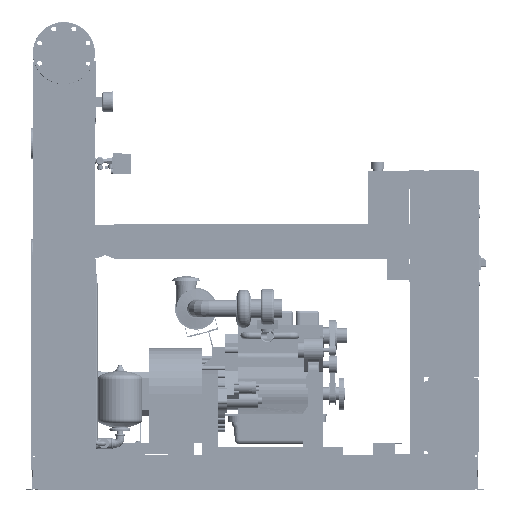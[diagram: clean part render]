
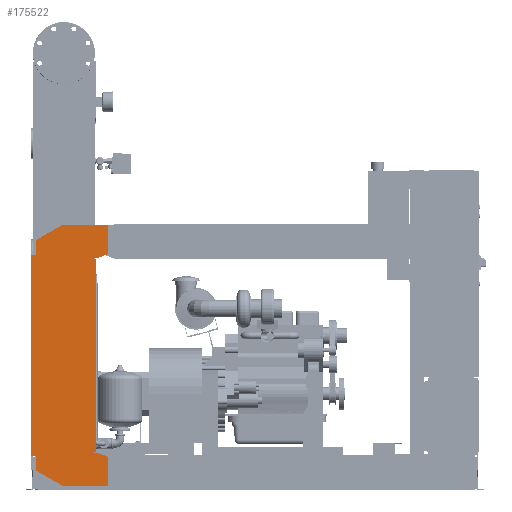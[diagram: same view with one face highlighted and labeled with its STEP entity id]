
A CAD part, front view. The second image highlights one B-rep face of the part: STEP entity #175522.
In plain terms, the highlighted free-form (B-spline) face has degree [1, 1] with [2, 2] control points.
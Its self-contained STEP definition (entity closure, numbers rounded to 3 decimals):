
#175007=CARTESIAN_POINT('',(-129.0,-463.5,1076.0));
#175008=VERTEX_POINT('',#175007);
#175015=CARTESIAN_POINT('',(-129.,-463.5,1142.986));
#175016=VERTEX_POINT('',#175015);
#175017=CARTESIAN_POINT('',(-129.0,-463.5,1076.0));
#175018=DIRECTION('',(0.0,0.0,1.0));
#175019=VECTOR('',#175018,66.986);
#175020=LINE('',#175017,#175019);
#175021=EDGE_CURVE('',#175008,#175016,#175020,.T.);
#175039=CARTESIAN_POINT('',(-6.0,-463.5,1214.0));
#175040=VERTEX_POINT('',#175039);
#175041=CARTESIAN_POINT('',(-129.,-463.5,1142.986));
#175042=DIRECTION('',(0.866,0.0,0.5));
#175043=VECTOR('',#175042,142.028);
#175044=LINE('',#175041,#175043);
#175045=EDGE_CURVE('',#175016,#175040,#175044,.T.);
#175063=CARTESIAN_POINT('',(204.,-463.5,1214.0));
#175064=VERTEX_POINT('',#175063);
#175065=CARTESIAN_POINT('',(-6.0,-463.5,1214.0));
#175066=DIRECTION('',(1.0,0.0,0.0));
#175067=VECTOR('',#175066,210.);
#175068=LINE('',#175065,#175067);
#175069=EDGE_CURVE('',#175040,#175064,#175068,.T.);
#175087=CARTESIAN_POINT('',(204.0,-463.5,1080.379));
#175088=VERTEX_POINT('',#175087);
#175089=CARTESIAN_POINT('',(204.,-463.5,1214.0));
#175090=DIRECTION('',(0.0,0.0,-1.0));
#175091=VECTOR('',#175090,133.621);
#175092=LINE('',#175089,#175091);
#175093=EDGE_CURVE('',#175064,#175088,#175092,.T.);
#175111=CARTESIAN_POINT('',(159.0,-463.5,1064.0));
#175112=VERTEX_POINT('',#175111);
#175113=CARTESIAN_POINT('',(204.0,-463.5,1080.379));
#175114=DIRECTION('',(-0.94,0.0,-0.342));
#175115=VECTOR('',#175114,47.888);
#175116=LINE('',#175113,#175115);
#175117=EDGE_CURVE('',#175088,#175112,#175116,.T.);
#175135=CARTESIAN_POINT('',(139.0,-463.5,1064.0));
#175136=VERTEX_POINT('',#175135);
#175137=CARTESIAN_POINT('',(159.0,-463.5,1064.0));
#175138=DIRECTION('',(-1.0,0.0,0.0));
#175139=VECTOR('',#175138,20.0);
#175140=LINE('',#175137,#175139);
#175141=EDGE_CURVE('',#175112,#175136,#175140,.T.);
#175159=CARTESIAN_POINT('',(139.0,-463.5,1056.0));
#175160=VERTEX_POINT('',#175159);
#175161=CARTESIAN_POINT('',(139.0,-463.5,1064.0));
#175162=DIRECTION('',(0.0,0.0,-1.0));
#175163=VECTOR('',#175162,8.0);
#175164=LINE('',#175161,#175163);
#175165=EDGE_CURVE('',#175136,#175160,#175164,.T.);
#175183=CARTESIAN_POINT('',(147.,-463.5,1056.0));
#175184=VERTEX_POINT('',#175183);
#175185=CARTESIAN_POINT('',(139.0,-463.5,1056.0));
#175186=DIRECTION('',(1.0,0.0,0.0));
#175187=VECTOR('',#175186,8.);
#175188=LINE('',#175185,#175187);
#175189=EDGE_CURVE('',#175160,#175184,#175188,.T.);
#175207=CARTESIAN_POINT('',(147.,-463.5,176.));
#175208=VERTEX_POINT('',#175207);
#175219=CARTESIAN_POINT('',(147.,-463.5,1056.0));
#175220=DIRECTION('',(0.0,0.0,-1.0));
#175221=VECTOR('',#175220,880.);
#175222=LINE('',#175219,#175221);
#175223=EDGE_CURVE('',#175184,#175208,#175222,.T.);
#175237=CARTESIAN_POINT('',(139.,-463.5,176.));
#175238=VERTEX_POINT('',#175237);
#175239=CARTESIAN_POINT('',(147.,-463.5,176.));
#175240=DIRECTION('',(-1.0,0.0,0.0));
#175241=VECTOR('',#175240,8.0);
#175242=LINE('',#175239,#175241);
#175243=EDGE_CURVE('',#175208,#175238,#175242,.T.);
#175261=CARTESIAN_POINT('',(139.,-463.5,168.));
#175262=VERTEX_POINT('',#175261);
#175263=CARTESIAN_POINT('',(139.,-463.5,176.));
#175264=DIRECTION('',(0.0,0.0,-1.0));
#175265=VECTOR('',#175264,8.0);
#175266=LINE('',#175263,#175265);
#175267=EDGE_CURVE('',#175238,#175262,#175266,.T.);
#175285=CARTESIAN_POINT('',(159.,-463.5,168.));
#175286=VERTEX_POINT('',#175285);
#175287=CARTESIAN_POINT('',(139.,-463.5,168.));
#175288=DIRECTION('',(1.0,0.0,0.0));
#175289=VECTOR('',#175288,20.0);
#175290=LINE('',#175287,#175289);
#175291=EDGE_CURVE('',#175262,#175286,#175290,.T.);
#175309=CARTESIAN_POINT('',(204.,-463.5,151.621));
#175310=VERTEX_POINT('',#175309);
#175311=CARTESIAN_POINT('',(159.,-463.5,168.));
#175312=DIRECTION('',(0.94,0.0,-0.342));
#175313=VECTOR('',#175312,47.888);
#175314=LINE('',#175311,#175313);
#175315=EDGE_CURVE('',#175286,#175310,#175314,.T.);
#175333=CARTESIAN_POINT('',(204.,-463.5,18.0));
#175334=VERTEX_POINT('',#175333);
#175335=CARTESIAN_POINT('',(204.,-463.5,151.621));
#175336=DIRECTION('',(0.0,0.0,-1.0));
#175337=VECTOR('',#175336,133.621);
#175338=LINE('',#175335,#175337);
#175339=EDGE_CURVE('',#175310,#175334,#175338,.T.);
#175357=CARTESIAN_POINT('',(-4.,-463.5,18.0));
#175358=VERTEX_POINT('',#175357);
#175359=CARTESIAN_POINT('',(204.,-463.5,18.0));
#175360=DIRECTION('',(-1.0,0.0,0.0));
#175361=VECTOR('',#175360,208.);
#175362=LINE('',#175359,#175361);
#175363=EDGE_CURVE('',#175334,#175358,#175362,.T.);
#175381=CARTESIAN_POINT('',(-129.,-463.5,90.169));
#175382=VERTEX_POINT('',#175381);
#175383=CARTESIAN_POINT('',(-4.,-463.5,18.0));
#175384=DIRECTION('',(-0.866,0.,0.5));
#175385=VECTOR('',#175384,144.338);
#175386=LINE('',#175383,#175385);
#175387=EDGE_CURVE('',#175358,#175382,#175386,.T.);
#175405=CARTESIAN_POINT('',(-129.,-463.5,156.0));
#175406=VERTEX_POINT('',#175405);
#175407=CARTESIAN_POINT('',(-129.,-463.5,90.169));
#175408=DIRECTION('',(0.0,0.0,1.0));
#175409=VECTOR('',#175408,65.831);
#175410=LINE('',#175407,#175409);
#175411=EDGE_CURVE('',#175382,#175406,#175410,.T.);
#175429=CARTESIAN_POINT('',(-149.,-463.5,156.0));
#175430=VERTEX_POINT('',#175429);
#175431=CARTESIAN_POINT('',(-129.,-463.5,156.0));
#175432=DIRECTION('',(-1.0,0.0,0.0));
#175433=VECTOR('',#175432,20.0);
#175434=LINE('',#175431,#175433);
#175435=EDGE_CURVE('',#175406,#175430,#175434,.T.);
#175453=CARTESIAN_POINT('',(-149.0,-463.5,1076.0));
#175454=VERTEX_POINT('',#175453);
#175467=CARTESIAN_POINT('',(-149.,-463.5,156.0));
#175468=DIRECTION('',(0.0,0.0,1.0));
#175469=VECTOR('',#175468,920.0);
#175470=LINE('',#175467,#175469);
#175471=EDGE_CURVE('',#175430,#175454,#175470,.T.);
#175485=CARTESIAN_POINT('',(-149.0,-463.5,1076.0));
#175486=DIRECTION('',(1.0,0.0,0.0));
#175487=VECTOR('',#175486,20.0);
#175488=LINE('',#175485,#175487);
#175489=EDGE_CURVE('',#175454,#175008,#175488,.T.);
#175495=CARTESIAN_POINT('',(-149.,-463.5,18.0));
#175496=CARTESIAN_POINT('',(204.,-463.5,18.0));
#175497=CARTESIAN_POINT('',(-149.,-463.5,1214.0));
#175498=CARTESIAN_POINT('',(204.,-463.5,1214.0));
#175499=B_SPLINE_SURFACE_WITH_KNOTS('',1,1,((#175495,#175497),(#175496,#175498)),.UNSPECIFIED.,.F.,.F.,.U.,(2,2),(2,2),(0.0,353.),(0.0,1196.0),.UNSPECIFIED.);
#175500=ORIENTED_EDGE('',*,*,#175489,.F.);
#175501=ORIENTED_EDGE('',*,*,#175471,.F.);
#175502=ORIENTED_EDGE('',*,*,#175435,.F.);
#175503=ORIENTED_EDGE('',*,*,#175411,.F.);
#175504=ORIENTED_EDGE('',*,*,#175387,.F.);
#175505=ORIENTED_EDGE('',*,*,#175363,.F.);
#175506=ORIENTED_EDGE('',*,*,#175339,.F.);
#175507=ORIENTED_EDGE('',*,*,#175315,.F.);
#175508=ORIENTED_EDGE('',*,*,#175291,.F.);
#175509=ORIENTED_EDGE('',*,*,#175267,.F.);
#175510=ORIENTED_EDGE('',*,*,#175243,.F.);
#175511=ORIENTED_EDGE('',*,*,#175223,.F.);
#175512=ORIENTED_EDGE('',*,*,#175189,.F.);
#175513=ORIENTED_EDGE('',*,*,#175165,.F.);
#175514=ORIENTED_EDGE('',*,*,#175141,.F.);
#175515=ORIENTED_EDGE('',*,*,#175117,.F.);
#175516=ORIENTED_EDGE('',*,*,#175093,.F.);
#175517=ORIENTED_EDGE('',*,*,#175069,.F.);
#175518=ORIENTED_EDGE('',*,*,#175045,.F.);
#175519=ORIENTED_EDGE('',*,*,#175021,.F.);
#175520=EDGE_LOOP('',(#175500,#175501,#175502,#175503,#175504,#175505,#175506,#175507,#175508,#175509,#175510,#175511,#175512,#175513,#175514,#175515,#175516,#175517,#175518,#175519));
#175521=FACE_OUTER_BOUND('',#175520,.T.);
#175522=ADVANCED_FACE('',(#175521),#175499,.T.);
